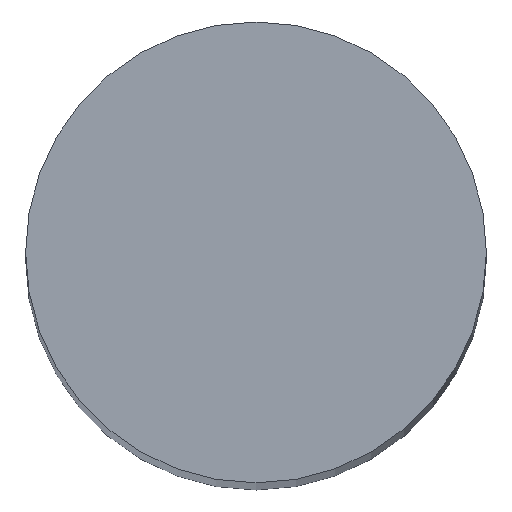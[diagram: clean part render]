
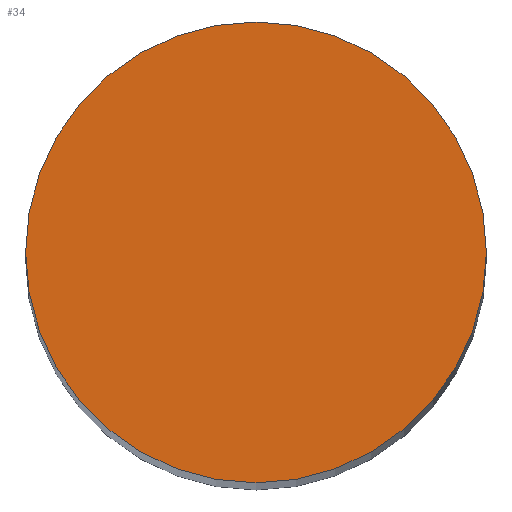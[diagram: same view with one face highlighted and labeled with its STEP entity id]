
A CAD part, top view. The second image highlights one B-rep face of the part: STEP entity #34.
In plain terms, the highlighted planar face has unit normal (0, 0, 1).
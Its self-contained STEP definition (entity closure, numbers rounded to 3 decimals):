
#34=ADVANCED_FACE('240[2]',(#68),#69,.T.);
#39=EDGE_CURVE('240[2]',#75,#75,#76,.T.);
#68=FACE_OUTER_BOUND('',#98,.T.);
#69=PLANE('',#99);
#75=VERTEX_POINT('',#107);
#76=CIRCLE('',#108,6.0);
#98=EDGE_LOOP('',(#124));
#99=AXIS2_PLACEMENT_3D('',#125,#126,#127);
#107=CARTESIAN_POINT('',(0.,6.,107.0));
#108=AXIS2_PLACEMENT_3D('',#133,#134,#135);
#124=ORIENTED_EDGE('',*,*,#39,.F.);
#125=CARTESIAN_POINT('',(0.,3.,107.0));
#126=DIRECTION('',(0.,0.,1.0));
#127=DIRECTION('',(1.0,0.,0.0));
#133=CARTESIAN_POINT('',(0.,0.,107.0));
#134=DIRECTION('',(0.,0.,-1.0));
#135=DIRECTION('',(0.,1.0,0.));
